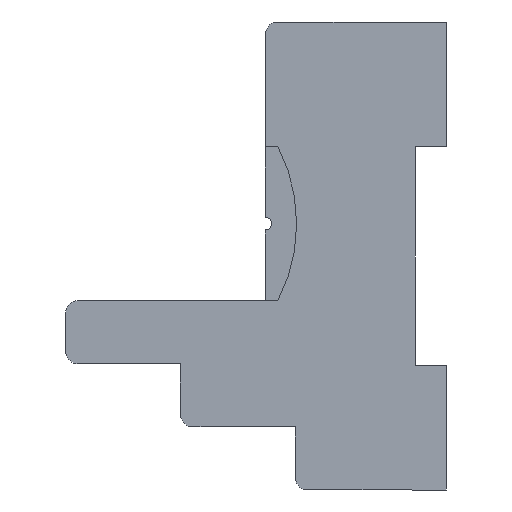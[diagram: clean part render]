
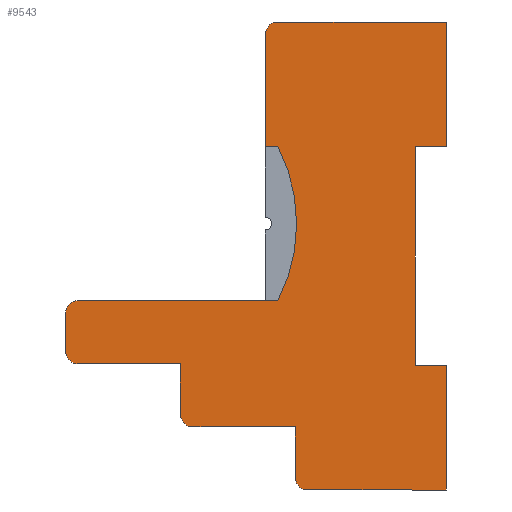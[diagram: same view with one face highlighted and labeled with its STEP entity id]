
A CAD part, left-side view. The second image highlights one B-rep face of the part: STEP entity #9543.
In plain terms, the highlighted planar face has unit normal (-1, 0, 0).
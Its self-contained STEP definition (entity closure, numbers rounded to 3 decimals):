
#4296=CARTESIAN_POINT('',(0.0,61.,-52.77));
#4297=VERTEX_POINT('',#4296);
#4306=CARTESIAN_POINT('',(0.0,61.,-46.655));
#4307=VERTEX_POINT('',#4306);
#4308=CARTESIAN_POINT('',(0.0,61.,-46.655));
#4309=DIRECTION('',(0.0,0.0,-1.0));
#4310=VECTOR('',#4309,6.115);
#4311=LINE('',#4308,#4310);
#4312=EDGE_CURVE('',#4307,#4297,#4311,.T.);
#9314=CARTESIAN_POINT('',(0.0,29.,-2.));
#9315=VERTEX_POINT('',#9314);
#9322=CARTESIAN_POINT('',(0.0,27.,0.0));
#9323=VERTEX_POINT('',#9322);
#9324=CARTESIAN_POINT('',(0.0,27.,-2.));
#9325=DIRECTION('',(1.0,0.0,0.0));
#9326=DIRECTION('',(0.0,0.707,0.707));
#9327=AXIS2_PLACEMENT_3D('',#9324,#9325,#9326);
#9328=CIRCLE('',#9327,2.0);
#9329=EDGE_CURVE('',#9315,#9323,#9328,.T.);
#9346=CARTESIAN_POINT('',(0.0,0.0,0.0));
#9347=VERTEX_POINT('',#9346);
#9348=CARTESIAN_POINT('',(0.0,27.,0.0));
#9349=DIRECTION('',(0.0,-1.0,0.0));
#9350=VECTOR('',#9349,27.);
#9351=LINE('',#9348,#9350);
#9352=EDGE_CURVE('',#9323,#9347,#9351,.T.);
#9371=CARTESIAN_POINT('',(0.0,51.8,-49.712));
#9372=DIRECTION('',(1.0,0.0,0.0));
#9373=DIRECTION('',(0.0,0.0,-1.0));
#9374=AXIS2_PLACEMENT_3D('',#9371,#9372,#9373);
#9375=PLANE('',#9374);
#9376=ORIENTED_EDGE('',*,*,#9329,.F.);
#9377=CARTESIAN_POINT('',(0.0,29.,-20.0));
#9378=VERTEX_POINT('',#9377);
#9379=CARTESIAN_POINT('',(0.0,29.,-20.0));
#9380=DIRECTION('',(0.0,0.0,1.0));
#9381=VECTOR('',#9380,18.0);
#9382=LINE('',#9379,#9381);
#9383=EDGE_CURVE('',#9378,#9315,#9382,.T.);
#9384=ORIENTED_EDGE('',*,*,#9383,.F.);
#9385=CARTESIAN_POINT('',(0.0,27.,-20.));
#9386=VERTEX_POINT('',#9385);
#9387=CARTESIAN_POINT('',(0.0,29.,-20.));
#9388=DIRECTION('',(0.0,-1.0,0.0));
#9389=VECTOR('',#9388,2.);
#9390=LINE('',#9387,#9389);
#9391=EDGE_CURVE('',#9378,#9386,#9390,.T.);
#9392=ORIENTED_EDGE('',*,*,#9391,.T.);
#9393=CARTESIAN_POINT('',(0.0,24.,-32.081));
#9394=VERTEX_POINT('',#9393);
#9395=CARTESIAN_POINT('',(0.0,50.321,-32.204));
#9396=DIRECTION('',(1.0,0.0,0.0));
#9397=DIRECTION('',(0.0,-0.886,0.464));
#9398=AXIS2_PLACEMENT_3D('',#9395,#9396,#9397);
#9399=CIRCLE('',#9398,26.321);
#9400=EDGE_CURVE('',#9386,#9394,#9399,.T.);
#9401=ORIENTED_EDGE('',*,*,#9400,.T.);
#9402=CARTESIAN_POINT('',(0.0,24.,-32.574));
#9403=VERTEX_POINT('',#9402);
#9404=CARTESIAN_POINT('',(0.0,24.,-32.081));
#9405=DIRECTION('',(0.0,0.0,-1.0));
#9406=VECTOR('',#9405,0.494);
#9407=LINE('',#9404,#9406);
#9408=EDGE_CURVE('',#9394,#9403,#9407,.T.);
#9409=ORIENTED_EDGE('',*,*,#9408,.T.);
#9410=CARTESIAN_POINT('',(0.0,27.,-44.655));
#9411=VERTEX_POINT('',#9410);
#9412=CARTESIAN_POINT('',(0.0,50.321,-32.451));
#9413=DIRECTION('',(1.0,0.0,0.0));
#9414=DIRECTION('',(0.0,-1.,0.005));
#9415=AXIS2_PLACEMENT_3D('',#9412,#9413,#9414);
#9416=CIRCLE('',#9415,26.321);
#9417=EDGE_CURVE('',#9403,#9411,#9416,.T.);
#9418=ORIENTED_EDGE('',*,*,#9417,.T.);
#9419=CARTESIAN_POINT('',(0.0,59.,-44.655));
#9420=VERTEX_POINT('',#9419);
#9421=CARTESIAN_POINT('',(0.0,27.,-44.655));
#9422=DIRECTION('',(0.0,1.0,0.0));
#9423=VECTOR('',#9422,32.);
#9424=LINE('',#9421,#9423);
#9425=EDGE_CURVE('',#9411,#9420,#9424,.T.);
#9426=ORIENTED_EDGE('',*,*,#9425,.T.);
#9427=CARTESIAN_POINT('',(0.0,59.,-46.655));
#9428=DIRECTION('',(1.0,0.0,0.0));
#9429=DIRECTION('',(0.0,0.707,0.707));
#9430=AXIS2_PLACEMENT_3D('',#9427,#9428,#9429);
#9431=CIRCLE('',#9430,2.0);
#9432=EDGE_CURVE('',#4307,#9420,#9431,.T.);
#9433=ORIENTED_EDGE('',*,*,#9432,.F.);
#9434=ORIENTED_EDGE('',*,*,#4312,.T.);
#9435=CARTESIAN_POINT('',(0.0,59.,-54.77));
#9436=VERTEX_POINT('',#9435);
#9437=CARTESIAN_POINT('',(0.0,59.,-52.77));
#9438=DIRECTION('',(1.0,0.0,0.0));
#9439=DIRECTION('',(0.0,0.707,-0.707));
#9440=AXIS2_PLACEMENT_3D('',#9437,#9438,#9439);
#9441=CIRCLE('',#9440,2.0);
#9442=EDGE_CURVE('',#9436,#4297,#9441,.T.);
#9443=ORIENTED_EDGE('',*,*,#9442,.F.);
#9444=CARTESIAN_POINT('',(0.0,42.6,-54.77));
#9445=VERTEX_POINT('',#9444);
#9446=CARTESIAN_POINT('',(0.0,59.,-54.77));
#9447=DIRECTION('',(0.0,-1.0,0.0));
#9448=VECTOR('',#9447,16.4);
#9449=LINE('',#9446,#9448);
#9450=EDGE_CURVE('',#9436,#9445,#9449,.T.);
#9451=ORIENTED_EDGE('',*,*,#9450,.T.);
#9452=CARTESIAN_POINT('',(0.0,42.6,-62.885));
#9453=VERTEX_POINT('',#9452);
#9454=CARTESIAN_POINT('',(0.0,42.6,-62.885));
#9455=DIRECTION('',(0.0,0.0,1.0));
#9456=VECTOR('',#9455,8.115);
#9457=LINE('',#9454,#9456);
#9458=EDGE_CURVE('',#9453,#9445,#9457,.T.);
#9459=ORIENTED_EDGE('',*,*,#9458,.F.);
#9460=CARTESIAN_POINT('',(0.0,40.6,-64.885));
#9461=VERTEX_POINT('',#9460);
#9462=CARTESIAN_POINT('',(0.0,40.6,-62.885));
#9463=DIRECTION('',(1.0,0.0,0.0));
#9464=DIRECTION('',(0.0,0.707,-0.707));
#9465=AXIS2_PLACEMENT_3D('',#9462,#9463,#9464);
#9466=CIRCLE('',#9465,2.0);
#9467=EDGE_CURVE('',#9461,#9453,#9466,.T.);
#9468=ORIENTED_EDGE('',*,*,#9467,.F.);
#9469=CARTESIAN_POINT('',(0.0,24.2,-64.885));
#9470=VERTEX_POINT('',#9469);
#9471=CARTESIAN_POINT('',(0.0,24.2,-64.885));
#9472=DIRECTION('',(0.0,1.0,0.0));
#9473=VECTOR('',#9472,16.4);
#9474=LINE('',#9471,#9473);
#9475=EDGE_CURVE('',#9470,#9461,#9474,.T.);
#9476=ORIENTED_EDGE('',*,*,#9475,.F.);
#9477=CARTESIAN_POINT('',(0.0,24.2,-73.));
#9478=VERTEX_POINT('',#9477);
#9479=CARTESIAN_POINT('',(0.0,24.2,-73.));
#9480=DIRECTION('',(0.0,0.0,1.0));
#9481=VECTOR('',#9480,8.115);
#9482=LINE('',#9479,#9481);
#9483=EDGE_CURVE('',#9478,#9470,#9482,.T.);
#9484=ORIENTED_EDGE('',*,*,#9483,.F.);
#9485=CARTESIAN_POINT('',(0.0,22.2,-75.));
#9486=VERTEX_POINT('',#9485);
#9487=CARTESIAN_POINT('',(0.0,22.2,-73.));
#9488=DIRECTION('',(1.0,0.0,0.0));
#9489=DIRECTION('',(0.0,0.707,-0.707));
#9490=AXIS2_PLACEMENT_3D('',#9487,#9488,#9489);
#9491=CIRCLE('',#9490,2.0);
#9492=EDGE_CURVE('',#9486,#9478,#9491,.T.);
#9493=ORIENTED_EDGE('',*,*,#9492,.F.);
#9494=CARTESIAN_POINT('',(0.0,0.,-75.0));
#9495=VERTEX_POINT('',#9494);
#9496=CARTESIAN_POINT('',(0.0,0.,-75.0));
#9497=DIRECTION('',(0.0,1.0,0.0));
#9498=VECTOR('',#9497,22.2);
#9499=LINE('',#9496,#9498);
#9500=EDGE_CURVE('',#9495,#9486,#9499,.T.);
#9501=ORIENTED_EDGE('',*,*,#9500,.F.);
#9502=CARTESIAN_POINT('',(0.0,0.,-55.0));
#9503=VERTEX_POINT('',#9502);
#9504=CARTESIAN_POINT('',(0.0,0.,-55.0));
#9505=DIRECTION('',(0.0,0.0,-1.0));
#9506=VECTOR('',#9505,20.0);
#9507=LINE('',#9504,#9506);
#9508=EDGE_CURVE('',#9503,#9495,#9507,.T.);
#9509=ORIENTED_EDGE('',*,*,#9508,.F.);
#9510=CARTESIAN_POINT('',(0.0,5.,-55.0));
#9511=VERTEX_POINT('',#9510);
#9512=CARTESIAN_POINT('',(0.0,0.,-55.0));
#9513=DIRECTION('',(0.0,1.0,0.0));
#9514=VECTOR('',#9513,5.0);
#9515=LINE('',#9512,#9514);
#9516=EDGE_CURVE('',#9503,#9511,#9515,.T.);
#9517=ORIENTED_EDGE('',*,*,#9516,.T.);
#9518=CARTESIAN_POINT('',(0.0,5.,-20.));
#9519=VERTEX_POINT('',#9518);
#9520=CARTESIAN_POINT('',(0.0,5.,-55.0));
#9521=DIRECTION('',(0.0,0.0,1.0));
#9522=VECTOR('',#9521,35.0);
#9523=LINE('',#9520,#9522);
#9524=EDGE_CURVE('',#9511,#9519,#9523,.T.);
#9525=ORIENTED_EDGE('',*,*,#9524,.T.);
#9526=CARTESIAN_POINT('',(0.0,0.,-20.));
#9527=VERTEX_POINT('',#9526);
#9528=CARTESIAN_POINT('',(0.0,5.,-20.0));
#9529=DIRECTION('',(0.0,-1.0,0.0));
#9530=VECTOR('',#9529,5.0);
#9531=LINE('',#9528,#9530);
#9532=EDGE_CURVE('',#9519,#9527,#9531,.T.);
#9533=ORIENTED_EDGE('',*,*,#9532,.T.);
#9534=CARTESIAN_POINT('',(0.0,0.0,0.0));
#9535=DIRECTION('',(0.0,0.0,-1.0));
#9536=VECTOR('',#9535,20.);
#9537=LINE('',#9534,#9536);
#9538=EDGE_CURVE('',#9347,#9527,#9537,.T.);
#9539=ORIENTED_EDGE('',*,*,#9538,.F.);
#9540=ORIENTED_EDGE('',*,*,#9352,.F.);
#9541=EDGE_LOOP('',(#9376,#9384,#9392,#9401,#9409,#9418,#9426,#9433,#9434,#9443,#9451,#9459,#9468,#9476,#9484,#9493,#9501,#9509,#9517,#9525,#9533,#9539,#9540));
#9542=FACE_OUTER_BOUND('',#9541,.T.);
#9543=ADVANCED_FACE('',(#9542),#9375,.F.);
